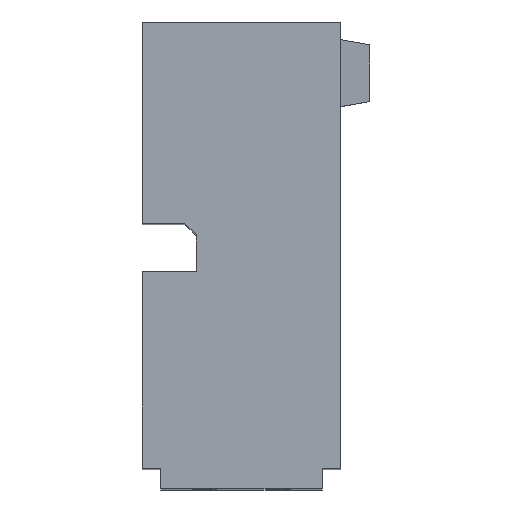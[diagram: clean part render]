
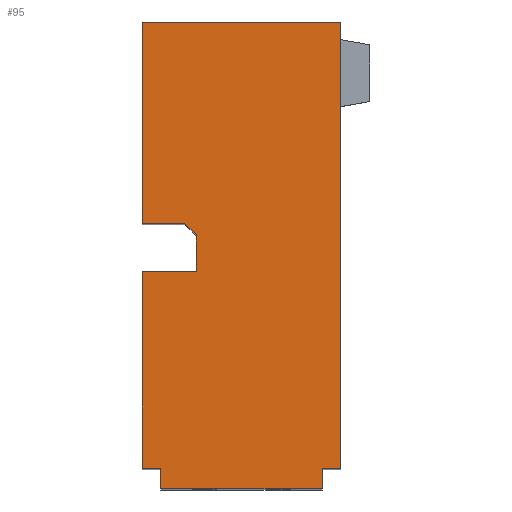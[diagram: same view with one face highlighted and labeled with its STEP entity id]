
A CAD part, top view. The second image highlights one B-rep face of the part: STEP entity #95.
In plain terms, the highlighted planar face has unit normal (0, 0, 1).
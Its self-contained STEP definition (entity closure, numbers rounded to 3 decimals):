
#95=ADVANCED_FACE('',(#640),#369,.T.);
#369=PLANE('',#5157);
#640=FACE_OUTER_BOUND('',#955,.T.);
#955=EDGE_LOOP('',(#1496,#1497,#1498,#1499,#1500,#1501,#1502,#1503,#1504,
#1505,#1506,#1507,#1508));
#1496=ORIENTED_EDGE('',*,*,#3327,.F.);
#1497=ORIENTED_EDGE('',*,*,#3328,.F.);
#1498=ORIENTED_EDGE('',*,*,#3329,.F.);
#1499=ORIENTED_EDGE('',*,*,#3330,.F.);
#1500=ORIENTED_EDGE('',*,*,#3068,.T.);
#1501=ORIENTED_EDGE('',*,*,#3331,.F.);
#1502=ORIENTED_EDGE('',*,*,#3307,.F.);
#1503=ORIENTED_EDGE('',*,*,#3221,.F.);
#1504=ORIENTED_EDGE('',*,*,#3325,.T.);
#1505=ORIENTED_EDGE('',*,*,#3332,.T.);
#1506=ORIENTED_EDGE('',*,*,#3088,.T.);
#1507=ORIENTED_EDGE('',*,*,#3156,.F.);
#1508=ORIENTED_EDGE('',*,*,#3077,.T.);
#2606=VERTEX_POINT('',#6667);
#2607=VERTEX_POINT('',#6668);
#2614=VERTEX_POINT('',#6684);
#2616=VERTEX_POINT('',#6687);
#2626=VERTEX_POINT('',#6708);
#2627=VERTEX_POINT('',#6710);
#2754=VERTEX_POINT('',#6969);
#2757=VERTEX_POINT('',#6974);
#2841=VERTEX_POINT('',#7145);
#2853=VERTEX_POINT('',#7179);
#2854=VERTEX_POINT('',#7183);
#2855=VERTEX_POINT('',#7185);
#2856=VERTEX_POINT('',#7187);
#3068=EDGE_CURVE('',#2606,#2607,#3761,.T.);
#3077=EDGE_CURVE('',#2616,#2614,#3770,.T.);
#3088=EDGE_CURVE('',#2627,#2626,#3781,.T.);
#3156=EDGE_CURVE('',#2616,#2626,#3849,.T.);
#3221=EDGE_CURVE('',#2757,#2754,#3914,.T.);
#3307=EDGE_CURVE('',#2754,#2841,#4000,.T.);
#3325=EDGE_CURVE('',#2757,#2853,#4018,.T.);
#3327=EDGE_CURVE('',#2854,#2614,#4020,.T.);
#3328=EDGE_CURVE('',#2855,#2854,#4021,.T.);
#3329=EDGE_CURVE('',#2856,#2855,#4022,.T.);
#3330=EDGE_CURVE('',#2606,#2856,#4023,.T.);
#3331=EDGE_CURVE('',#2841,#2607,#4024,.T.);
#3332=EDGE_CURVE('',#2853,#2627,#4025,.T.);
#3761=LINE('',#6666,#4454);
#3770=LINE('',#6686,#4463);
#3781=LINE('',#6709,#4474);
#3849=LINE('',#6845,#4542);
#3914=LINE('',#6975,#4607);
#4000=LINE('',#7147,#4693);
#4018=LINE('',#7178,#4711);
#4020=LINE('',#7182,#4713);
#4021=LINE('',#7184,#4714);
#4022=LINE('',#7186,#4715);
#4023=LINE('',#7188,#4716);
#4024=LINE('',#7189,#4717);
#4025=LINE('',#7190,#4718);
#4454=VECTOR('',#5424,1.);
#4463=VECTOR('',#5435,1.);
#4474=VECTOR('',#5448,1.);
#4542=VECTOR('',#5518,1.);
#4607=VECTOR('',#5585,1.);
#4693=VECTOR('',#5675,1.);
#4711=VECTOR('',#5697,1.);
#4713=VECTOR('',#5701,1.);
#4714=VECTOR('',#5702,1.);
#4715=VECTOR('',#5703,1.);
#4716=VECTOR('',#5704,1.);
#4717=VECTOR('',#5705,1.);
#4718=VECTOR('',#5706,1.);
#5157=AXIS2_PLACEMENT_3D('',#7191,#5707,#5708);
#5424=DIRECTION('',(0.,-1.,0.));
#5435=DIRECTION('',(0.,-1.,0.));
#5448=DIRECTION('',(0.,1.,0.));
#5518=DIRECTION('',(1.,0.,0.));
#5585=DIRECTION('',(-1.,0.,0.));
#5675=DIRECTION('',(0.,1.,0.));
#5697=DIRECTION('',(0.,1.,0.));
#5701=DIRECTION('',(-1.,0.,0.));
#5702=DIRECTION('',(-0.707,0.707,0.));
#5703=DIRECTION('',(0.,1.,0.));
#5704=DIRECTION('',(1.,0.,0.));
#5705=DIRECTION('',(-1.,0.,0.));
#5706=DIRECTION('',(1.,0.,0.));
#5707=DIRECTION('',(0.,0.,1.));
#5708=DIRECTION('',(0.,1.,0.));
#6666=CARTESIAN_POINT('',(-3.4,9.1,13.05));
#6667=CARTESIAN_POINT('',(-3.4,7.45,13.05));
#6668=CARTESIAN_POINT('',(-3.4,0.7,13.05));
#6684=CARTESIAN_POINT('',(-3.4,9.1,13.05));
#6686=CARTESIAN_POINT('',(-3.4,9.1,13.05));
#6687=CARTESIAN_POINT('',(-3.4,16.,13.05));
#6708=CARTESIAN_POINT('',(3.4,16.,13.05));
#6709=CARTESIAN_POINT('',(3.4,1.2,13.05));
#6710=CARTESIAN_POINT('',(3.4,0.7,13.05));
#6845=CARTESIAN_POINT('',(-3.4,16.,13.05));
#6969=CARTESIAN_POINT('',(-2.77,0.,13.05));
#6974=CARTESIAN_POINT('',(2.77,0.,13.05));
#6975=CARTESIAN_POINT('',(-2.724,0.,13.05));
#7145=CARTESIAN_POINT('',(-2.77,0.7,13.05));
#7147=CARTESIAN_POINT('',(-2.77,0.5,13.05));
#7178=CARTESIAN_POINT('',(2.77,0.5,13.05));
#7179=CARTESIAN_POINT('',(2.77,0.7,13.05));
#7182=CARTESIAN_POINT('',(-4.08,9.1,13.05));
#7183=CARTESIAN_POINT('',(-1.945,9.1,13.05));
#7184=CARTESIAN_POINT('',(-7.237,14.393,13.05));
#7185=CARTESIAN_POINT('',(-1.545,8.7,13.05));
#7186=CARTESIAN_POINT('',(-1.545,17.55,13.05));
#7187=CARTESIAN_POINT('',(-1.545,7.45,13.05));
#7188=CARTESIAN_POINT('',(-4.08,7.45,13.05));
#7189=CARTESIAN_POINT('',(-4.08,0.7,13.05));
#7190=CARTESIAN_POINT('',(3.463,0.7,13.05));
#7191=CARTESIAN_POINT('',(-4.08,17.55,13.05));
